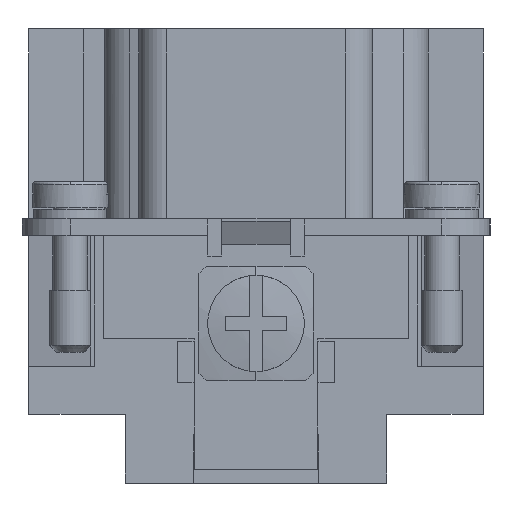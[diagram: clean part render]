
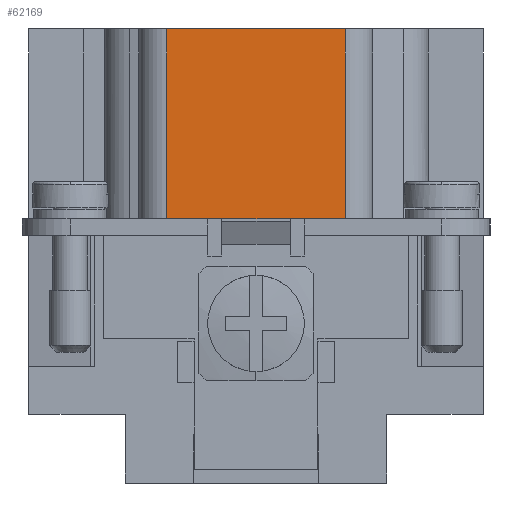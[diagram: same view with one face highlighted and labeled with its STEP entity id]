
A CAD part, left-side view. The second image highlights one B-rep face of the part: STEP entity #62169.
In plain terms, the highlighted planar face has unit normal (-1, 0, 0).
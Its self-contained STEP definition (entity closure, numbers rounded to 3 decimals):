
#59268=CARTESIAN_POINT('',(-55.0,6.5,33.0));
#59269=VERTEX_POINT('',#59268);
#59277=CARTESIAN_POINT('',(-55.0,-6.5,33.0));
#59278=VERTEX_POINT('',#59277);
#59279=CARTESIAN_POINT('',(-55.0,-6.5,33.0));
#59280=DIRECTION('',(0.0,1.0,0.0));
#59281=VECTOR('',#59280,13.);
#59282=LINE('',#59279,#59281);
#59283=EDGE_CURVE('',#59278,#59269,#59282,.T.);
#61057=CARTESIAN_POINT('',(-55.0,-3.5,19.2));
#61058=VERTEX_POINT('',#61057);
#61065=CARTESIAN_POINT('',(-55.0,3.5,19.2));
#61066=VERTEX_POINT('',#61065);
#61067=CARTESIAN_POINT('',(-55.0,3.5,19.2));
#61068=DIRECTION('',(0.0,-1.0,0.0));
#61069=VECTOR('',#61068,7.0);
#61070=LINE('',#61067,#61069);
#61071=EDGE_CURVE('',#61066,#61058,#61070,.T.);
#62120=CARTESIAN_POINT('',(-55.0,-6.5,19.2));
#62121=VERTEX_POINT('',#62120);
#62122=CARTESIAN_POINT('',(-55.0,-6.5,19.2));
#62123=DIRECTION('',(0.0,0.0,1.0));
#62124=VECTOR('',#62123,13.8);
#62125=LINE('',#62122,#62124);
#62126=EDGE_CURVE('',#62121,#59278,#62125,.T.);
#62139=CARTESIAN_POINT('',(-55.0,-6.5,19.2));
#62140=DIRECTION('',(-1.0,0.0,0.0));
#62141=DIRECTION('',(0.0,0.0,1.0));
#62142=AXIS2_PLACEMENT_3D('',#62139,#62140,#62141);
#62143=PLANE('',#62142);
#62144=ORIENTED_EDGE('',*,*,#59283,.T.);
#62145=CARTESIAN_POINT('',(-55.0,6.5,19.2));
#62146=VERTEX_POINT('',#62145);
#62147=CARTESIAN_POINT('',(-55.0,6.5,19.2));
#62148=DIRECTION('',(0.0,0.0,1.0));
#62149=VECTOR('',#62148,13.8);
#62150=LINE('',#62147,#62149);
#62151=EDGE_CURVE('',#62146,#59269,#62150,.T.);
#62152=ORIENTED_EDGE('',*,*,#62151,.F.);
#62153=CARTESIAN_POINT('',(-55.0,3.5,19.2));
#62154=DIRECTION('',(0.0,1.0,0.0));
#62155=VECTOR('',#62154,3.);
#62156=LINE('',#62153,#62155);
#62157=EDGE_CURVE('',#61066,#62146,#62156,.T.);
#62158=ORIENTED_EDGE('',*,*,#62157,.F.);
#62159=ORIENTED_EDGE('',*,*,#61071,.T.);
#62160=CARTESIAN_POINT('',(-55.0,-6.5,19.2));
#62161=DIRECTION('',(0.0,1.0,0.0));
#62162=VECTOR('',#62161,3.);
#62163=LINE('',#62160,#62162);
#62164=EDGE_CURVE('',#62121,#61058,#62163,.T.);
#62165=ORIENTED_EDGE('',*,*,#62164,.F.);
#62166=ORIENTED_EDGE('',*,*,#62126,.T.);
#62167=EDGE_LOOP('',(#62144,#62152,#62158,#62159,#62165,#62166));
#62168=FACE_OUTER_BOUND('',#62167,.T.);
#62169=ADVANCED_FACE('',(#62168),#62143,.T.);
